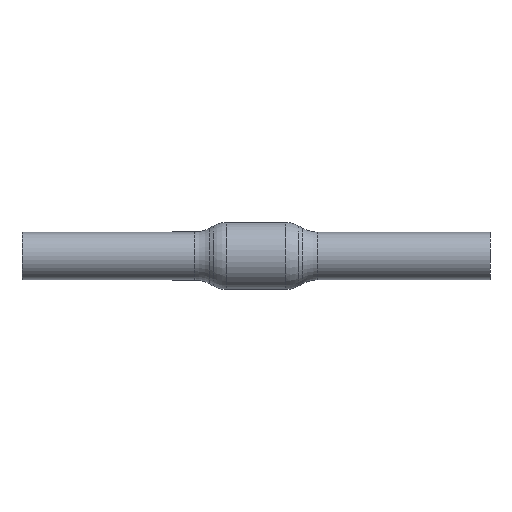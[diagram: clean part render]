
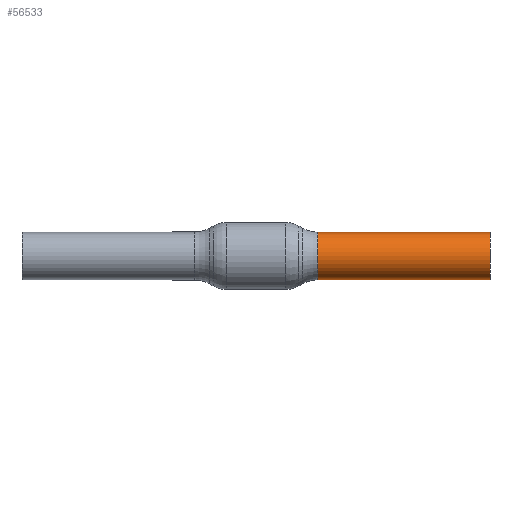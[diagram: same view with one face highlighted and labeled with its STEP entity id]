
A CAD part, front view. The second image highlights one B-rep face of the part: STEP entity #56533.
In plain terms, the highlighted cylindrical face has radius 10.65 mm (diameter 21.3 mm), a partial arc.
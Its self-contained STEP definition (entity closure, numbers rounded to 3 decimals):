
#2182 = CARTESIAN_POINT ( 'NONE',  ( 27.786, 0., 10.65 ) ) ;
#2197 = EDGE_CURVE ( 'NONE', #35423, #38003, #9115, .T. ) ;
#3035 = DIRECTION ( 'NONE',  ( 0., 0., 1. ) ) ;
#3243 = CARTESIAN_POINT ( 'NONE',  ( 27.786, 0., 0. ) ) ;
#8163 = CARTESIAN_POINT ( 'NONE',  ( -62.69, 0., 0. ) ) ;
#9115 = LINE ( 'NONE', #29882, #52976 ) ;
#15778 = AXIS2_PLACEMENT_3D ( 'NONE', #8163, #17702, #3035 ) ;
#17702 = DIRECTION ( 'NONE',  ( -1., 0., 0. ) ) ;
#17984 = ORIENTED_EDGE ( 'NONE', *, *, #63527, .T. ) ;
#18974 = DIRECTION ( 'NONE',  ( -1., 0., 0. ) ) ;
#21477 = CYLINDRICAL_SURFACE ( 'NONE', #15778, 10.65 ) ;
#21603 = DIRECTION ( 'NONE',  ( 1., 0., 0. ) ) ;
#22994 = CIRCLE ( 'NONE', #48017, 10.65 ) ;
#24277 = CARTESIAN_POINT ( 'NONE',  ( -62.69, 0., 10.65 ) ) ;
#25258 = CARTESIAN_POINT ( 'NONE',  ( 105., 0., -10.65 ) ) ;
#25542 = EDGE_LOOP ( 'NONE', ( #39508, #29600, #17984, #47943 ) ) ;
#28898 = EDGE_CURVE ( 'NONE', #38003, #47372, #55970, .T. ) ;
#29600 = ORIENTED_EDGE ( 'NONE', *, *, #52233, .F. ) ;
#29882 = CARTESIAN_POINT ( 'NONE',  ( -62.69, 0., -10.65 ) ) ;
#30847 = DIRECTION ( 'NONE',  ( 0., 0., -1. ) ) ;
#34245 = DIRECTION ( 'NONE',  ( -1., 0., 0. ) ) ;
#35379 = AXIS2_PLACEMENT_3D ( 'NONE', #3243, #34245, #60736 ) ;
#35423 = VERTEX_POINT ( 'NONE', #25258 ) ;
#38003 = VERTEX_POINT ( 'NONE', #63650 ) ;
#39508 = ORIENTED_EDGE ( 'NONE', *, *, #2197, .F. ) ;
#41678 = CARTESIAN_POINT ( 'NONE',  ( 105., 0., 0. ) ) ;
#45029 = DIRECTION ( 'NONE',  ( -1., 0., 0. ) ) ;
#47330 = FACE_OUTER_BOUND ( 'NONE', #25542, .T. ) ;
#47372 = VERTEX_POINT ( 'NONE', #2182 ) ;
#47943 = ORIENTED_EDGE ( 'NONE', *, *, #28898, .F. ) ;
#48017 = AXIS2_PLACEMENT_3D ( 'NONE', #41678, #21603, #30847 ) ;
#52233 = EDGE_CURVE ( 'NONE', #54647, #35423, #22994, .T. ) ;
#52976 = VECTOR ( 'NONE', #18974, 1000. ) ;
#54647 = VERTEX_POINT ( 'NONE', #60426 ) ;
#55315 = VECTOR ( 'NONE', #45029, 1000. ) ;
#55970 = CIRCLE ( 'NONE', #35379, 10.65 ) ;
#56533 = ADVANCED_FACE ( 'NONE', ( #47330 ), #21477, .T. ) ;
#60426 = CARTESIAN_POINT ( 'NONE',  ( 105., 0., 10.65 ) ) ;
#60678 = LINE ( 'NONE', #24277, #55315 ) ;
#60736 = DIRECTION ( 'NONE',  ( 0., 0., 1. ) ) ;
#63527 = EDGE_CURVE ( 'NONE', #54647, #47372, #60678, .T. ) ;
#63650 = CARTESIAN_POINT ( 'NONE',  ( 27.786, 0., -10.65 ) ) ;
